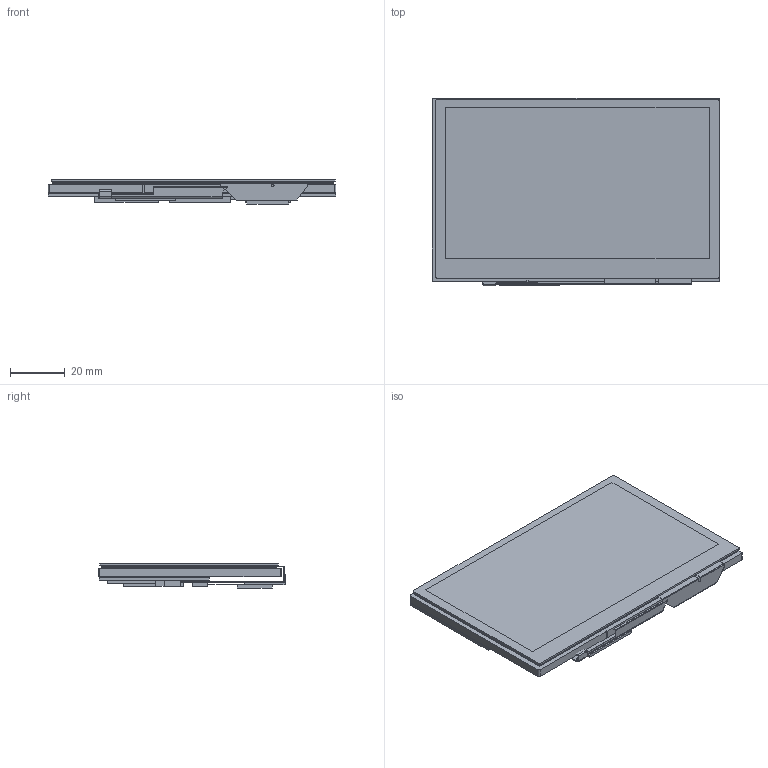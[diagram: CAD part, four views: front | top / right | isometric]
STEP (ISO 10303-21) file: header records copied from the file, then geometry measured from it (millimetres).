
FILE_DESCRIPTION(/* description */ (''),/* implementation_level */ '2;1');
FILE_NAME(/* name */ 'RVT4.3B480272CNWC81.stp',/* time_stamp */ '2019-03-17T13:24:07+01:00',/* author */ ('Adam'),/* organization */ (''),/* preprocessor_version */ 'ST-DEVELOPER v16.13',/* originating_system */ 'Autodesk Inventor 2018',/* authorisation */ '');
FILE_SCHEMA (('AUTOMOTIVE_DESIGN { 1 0 10303 214 3 1 1 }'));
Length unit declared in the file: millimetre
Products named in the file (18): RVT4.3B480272CNWC81; RVT4.3A480272TNWC00; RVCTP43A01 ; Cover Glass; LOCA; Sensor; Gasket; Connector; Connector2; Contacts; Stiffener; RVT4.3A480272TNWN00 ; Frame; component; Connector_1; Contact2; contacts_1; 43FT81X_B
Assembly tree (17 placements, depth 4):
  RVT4.3B480272CNWC81
    RVT4.3A480272TNWC00
      RVCTP43A01 
        Cover Glass
        LOCA
        Sensor
        Gasket
        Connector
        Connector2
        Contacts
        Stiffener
      RVT4.3A480272TNWN00 
        Frame
        component
        Connector_1
        Contact2
        contacts_1
    43FT81X_B
Bounding box: 105.5 x 68.75 x 8.88 mm (x, y, z)
Volume: 37676.6 mm3; surface area: 84196.5 mm2
Topology: 69 solids, 69 shells, 636 faces, 1472 edges, 976 vertices
Faces by surface type: plane 593, cylinder 39, bspline 4
Entity records: 18471 total; most frequent: CARTESIAN_POINT 3231, ORIENTED_EDGE 2944, DIRECTION 2872, EDGE_CURVE 1472, LINE 1394, VECTOR 1394, VERTEX_POINT 976, AXIS2_PLACEMENT_3D 739
